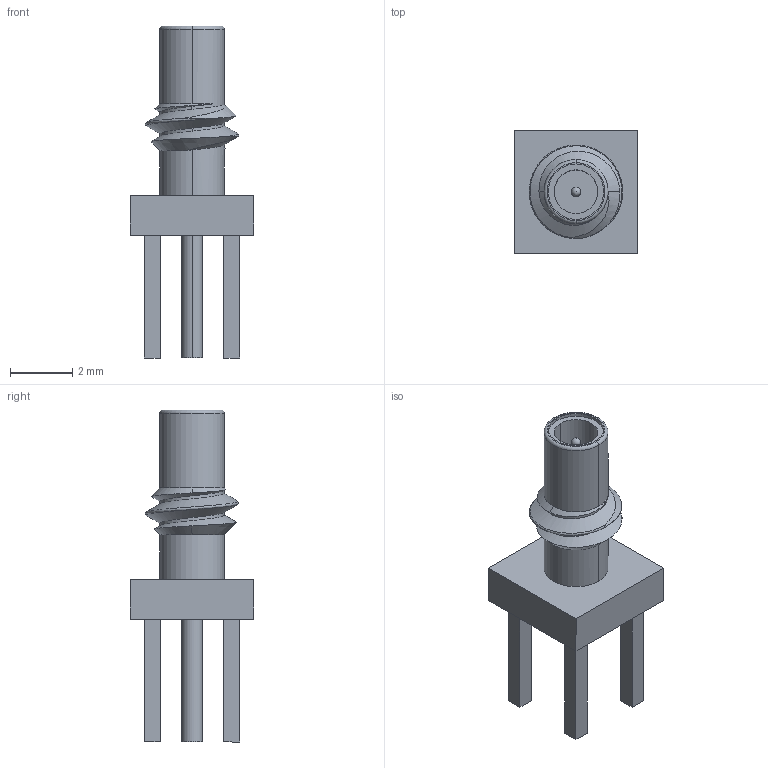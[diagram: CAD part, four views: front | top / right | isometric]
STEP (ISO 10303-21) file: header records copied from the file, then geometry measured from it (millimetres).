
FILE_DESCRIPTION (( 'STEP AP214' ), '1' );
FILE_NAME ('RFPCB-SMC-FS-12G-197_3D.step', '2023-03-17T15:13:10', ( '' ), ( '' ), 'SwSTEP 2.0', 'SolidWorks 2022', '' );
FILE_SCHEMA (( 'AUTOMOTIVE_DESIGN' ));
Length unit declared in the file: millimetre
Products named in the file (1): RFPCB-SMC-FS-12G-197_3D
Bounding box: 3.96 x 3.96 x 10.64 mm (x, y, z)
Volume: 35 mm3; surface area: 172 mm2
Topology: 1 solids, 1 shells, 60 faces, 144 edges, 95 vertices
Faces by surface type: plane 32, cylinder 17, cone 5, bspline 3, torus 2, sphere 1
Entity records: 2495 total; most frequent: CARTESIAN_POINT 1109, ORIENTED_EDGE 282, DIRECTION 270, EDGE_CURVE 141, VERTEX_POINT 93, AXIS2_PLACEMENT_3D 93, VECTOR 84, LINE 84
